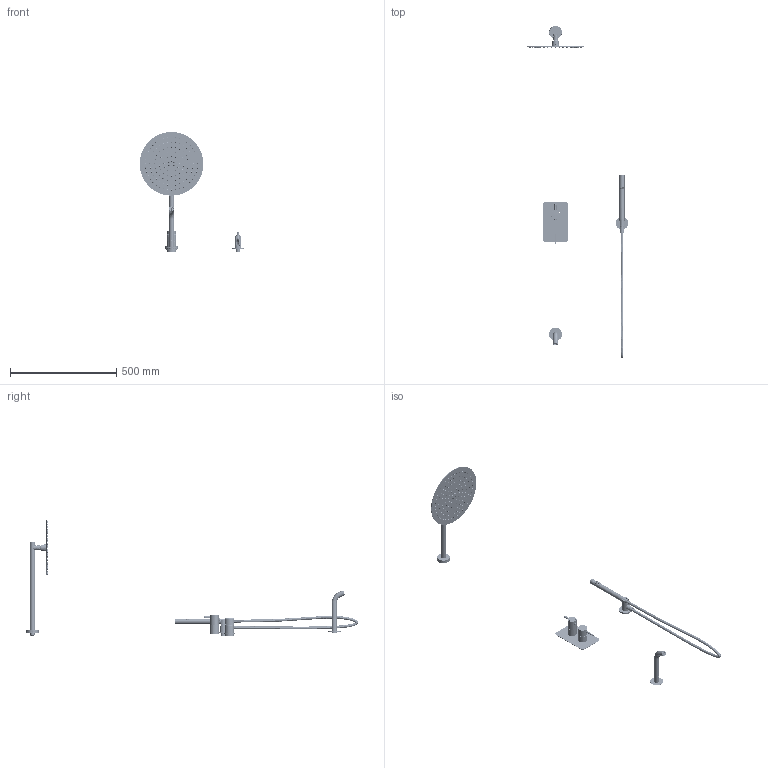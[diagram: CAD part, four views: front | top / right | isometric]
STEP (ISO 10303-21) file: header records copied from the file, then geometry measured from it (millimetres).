
FILE_DESCRIPTION (( 'STEP AP203' ), '1' );
FILE_NAME ('39C313112.STEP', '2026-01-07T11:06:16', ( '' ), ( '' ), 'SwSTEP 2.0', 'SolidWorks 2025', '' );
FILE_SCHEMA (( 'CONFIG_CONTROL_DESIGN' ));
Products named in the file (1): 39C313112
Bounding box: 492.69 x 1562.22 x 565.32 mm (x, y, z)
Surface area: 754705 mm2 (no closed solid volume)
Topology: 0 solids, 28 shells, 5609 faces, 14359 edges, 9442 vertices
Faces by surface type: bspline 1646, plane 1512, cylinder 1511, cone 839, torus 70, sphere 31
Entity records: 230737 total; most frequent: CARTESIAN_POINT 98174, ORIENTED_EDGE 28654, DIRECTION 26898, EDGE_CURVE 14329, AXIS2_PLACEMENT_3D 11346, VERTEX_POINT 9442, CIRCLE 7382, EDGE_LOOP 7041
